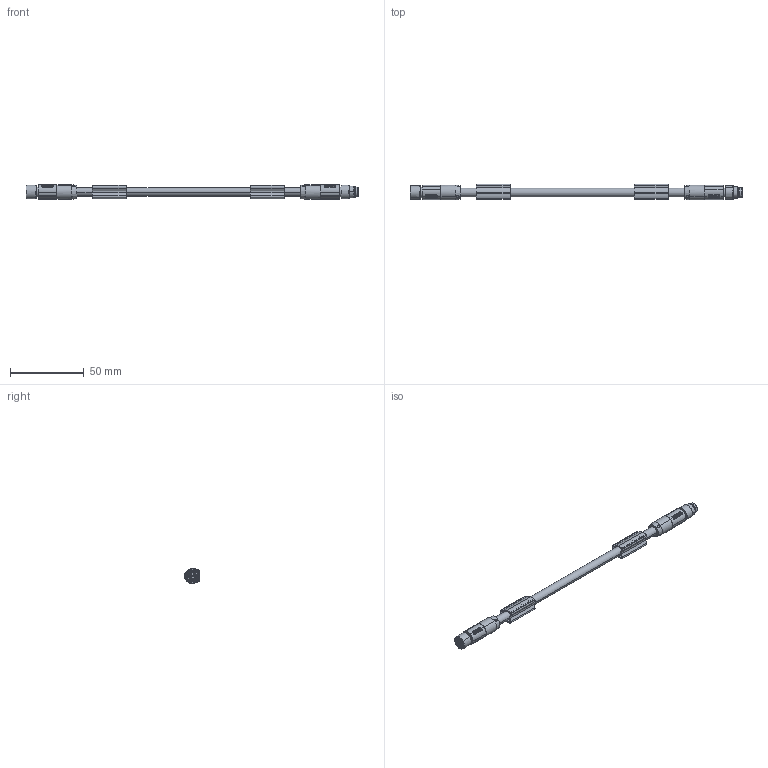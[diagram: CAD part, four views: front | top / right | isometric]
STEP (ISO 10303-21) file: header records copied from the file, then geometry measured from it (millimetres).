
FILE_DESCRIPTION(('SolidDesigner STEP Export'),'2;1');
FILE_NAME('1404199.stp','2012-07-25T11:40:50',(''),(''),'CoCreate Modeling STEP processor for AP214 (Solid Model)','CoCreate Modeling 16.00E 25-Sep-2009 (C) Parametric Technology GmbH','');
FILE_SCHEMA(('AUTOMOTIVE_DESIGN { 1 0 10303 214 1 1 1 1 }'));
Length unit declared in the file: millimetre
Products named in the file (2): 1404199
Assembly tree (1 placements, depth 2):
  1404199
    1404199
Bounding box: 224.6 x 10.71 x 9.98 mm (x, y, z)
Volume: 10055.2 mm3; surface area: 8757.2 mm2
Topology: 1 solids, 1 shells, 986 faces, 2611 edges, 1732 vertices
Faces by surface type: plane 609, cylinder 166, extrusion 116, torus 41, cone 36, bspline 18
Entity records: 42300 total; most frequent: CARTESIAN_POINT 11282, ORIENTED_EDGE 5222, DIRECTION 3982, EDGE_CURVE 2611, VECTOR 1876, LINE 1760, VERTEX_POINT 1732, EDGE_LOOP 1103
